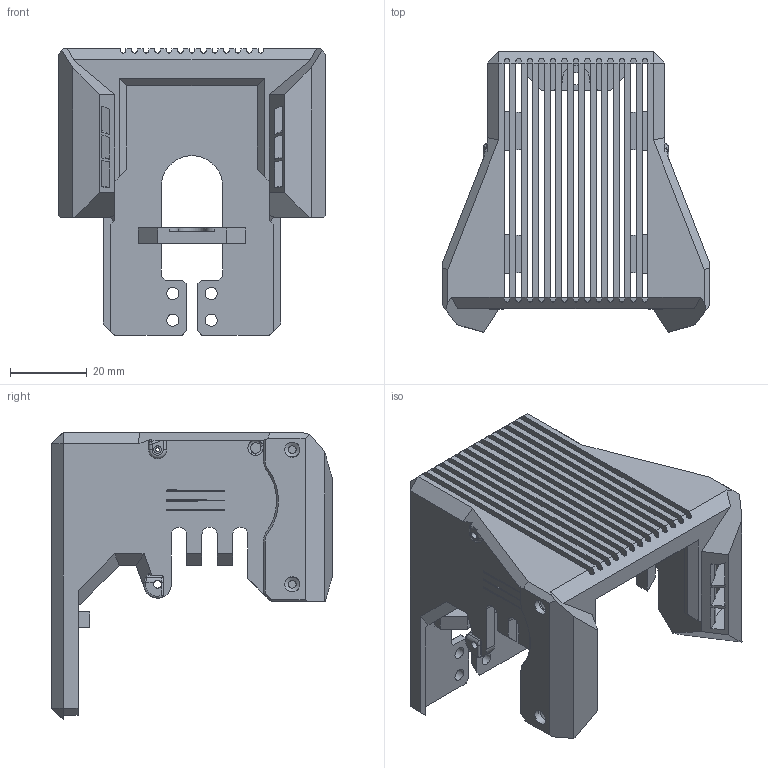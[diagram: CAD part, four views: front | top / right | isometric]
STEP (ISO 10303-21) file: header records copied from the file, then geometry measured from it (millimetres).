
FILE_DESCRIPTION(/* description */ (''),/* implementation_level */ '2;1');
FILE_NAME(/* name */ 'X carriage sheild for metal kit .step',/* time_stamp */ '2020-08-29T15:00:44+03:00',/* author */ (''),/* organization */ (''),/* preprocessor_version */ 'ST-DEVELOPER v18.1',/* originating_system */ 'Autodesk Translation Framework v9.3.0.1241',/* authorisation */ '');
FILE_SCHEMA (('AUTOMOTIVE_DESIGN { 1 0 10303 214 3 1 1 }'));
Length unit declared in the file: millimetre
Products named in the file (3): X carriage metal; X carriage; X carriage - Block shiled Twin
Assembly tree (2 placements, depth 3):
  X carriage metal
    X carriage
      X carriage - Block shiled Twin
Bounding box: 69.98 x 73.35 x 75 mm (x, y, z)
Volume: 35677 mm3; surface area: 34881.7 mm2
Topology: 1 solids, 1 shells, 607 faces, 1819 edges, 1173 vertices
Faces by surface type: plane 370, cylinder 153, bspline 39, torus 34, cone 11
Full cylindrical faces by diameter (mm): 1 x2, 2 x12, 3 x4, 3.2 x5, 4 x4
Entity records: 22045 total; most frequent: CARTESIAN_POINT 5504, ORIENTED_EDGE 3632, DIRECTION 3250, EDGE_CURVE 1816, LINE 1296, VECTOR 1296, VERTEX_POINT 1173, AXIS2_PLACEMENT_3D 977
